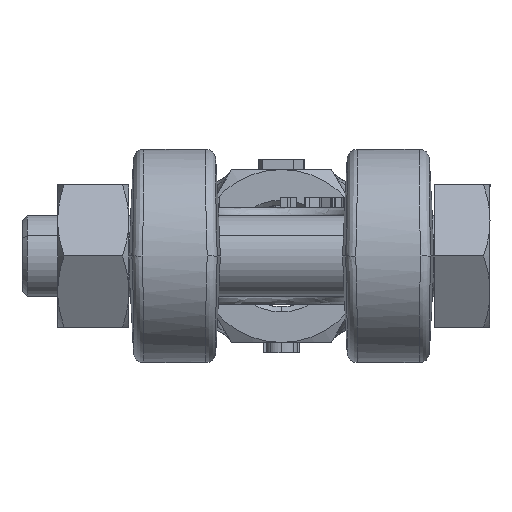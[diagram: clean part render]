
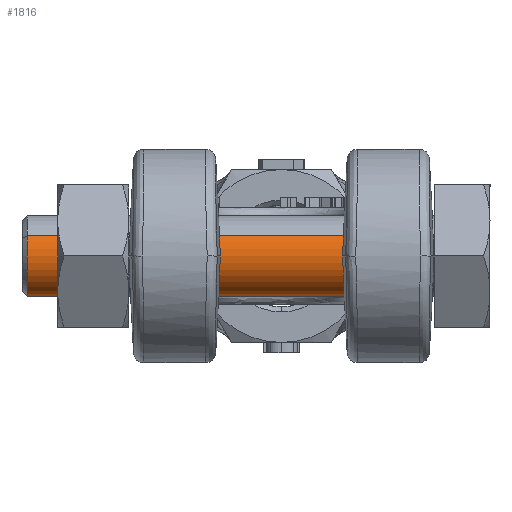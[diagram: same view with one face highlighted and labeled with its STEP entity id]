
A CAD part, left-side view. The second image highlights one B-rep face of the part: STEP entity #1816.
In plain terms, the highlighted cylindrical face has radius 4 mm (diameter 8 mm), a partial arc.
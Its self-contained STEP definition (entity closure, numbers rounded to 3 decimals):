
#1816=ADVANCED_FACE('NONE',(#4037),#4038,.T.);
#4037=FACE_OUTER_BOUND('',#10940,.T.);
#4038=CYLINDRICAL_SURFACE('',#10941,4.0);
#10940=EDGE_LOOP('',(#20919,#20920,#20921,#20922));
#10941=AXIS2_PLACEMENT_3D('',#20923,#20924,#20925);
#20919=ORIENTED_EDGE('',*,*,#26176,.F.);
#20920=ORIENTED_EDGE('',*,*,#26174,.T.);
#20921=ORIENTED_EDGE('',*,*,#26177,.F.);
#20922=ORIENTED_EDGE('',*,*,#26178,.T.);
#20923=CARTESIAN_POINT('',(-140.5,25.502,0.));
#20924=DIRECTION('',(0.,1.0,0.));
#20925=DIRECTION('',(-0.866,0.,0.5));
#26174=EDGE_CURVE('NONE',#29804,#29808,#29810,.T.);
#26176=EDGE_CURVE('',#29804,#29812,#29813,.T.);
#26177=EDGE_CURVE('',#29814,#29808,#29815,.T.);
#26178=EDGE_CURVE('NONE',#29814,#29812,#29816,.T.);
#29804=VERTEX_POINT('NONE',#38973);
#29808=VERTEX_POINT('',#38978);
#29810=CIRCLE('',#38981,4.0);
#29812=VERTEX_POINT('NONE',#38983);
#29813=LINE('',#38984,#38985);
#29814=VERTEX_POINT('',#38986);
#29815=LINE('',#38987,#38988);
#29816=CIRCLE('',#38989,4.0);
#38973=CARTESIAN_POINT('',(-143.964,25.002,2.));
#38978=CARTESIAN_POINT('',(-137.036,25.002,-2.));
#38981=AXIS2_PLACEMENT_3D('',#49157,#49158,#49159);
#38983=CARTESIAN_POINT('',(-143.964,-14.998,2.));
#38984=CARTESIAN_POINT('',(-143.964,5.002,2.));
#38985=VECTOR('',#49160,1.0);
#38986=CARTESIAN_POINT('',(-137.036,-14.998,-2.));
#38987=CARTESIAN_POINT('',(-137.036,5.002,-2.));
#38988=VECTOR('',#49161,1.0);
#38989=AXIS2_PLACEMENT_3D('',#49162,#49163,#49164);
#49157=CARTESIAN_POINT('',(-140.5,25.002,0.));
#49158=DIRECTION('',(0.,-1.0,0.));
#49159=DIRECTION('',(-0.866,0.,0.5));
#49160=DIRECTION('',(0.,-1.0,0.));
#49161=DIRECTION('',(0.,1.0,0.));
#49162=CARTESIAN_POINT('',(-140.5,-14.998,0.));
#49163=DIRECTION('',(0.,1.0,0.));
#49164=DIRECTION('',(-0.866,0.,0.5));
